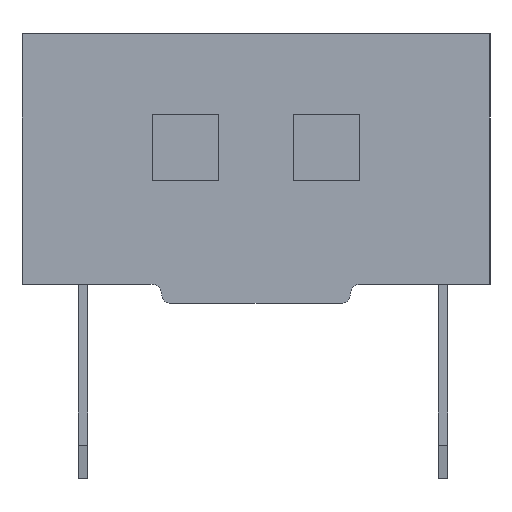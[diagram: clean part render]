
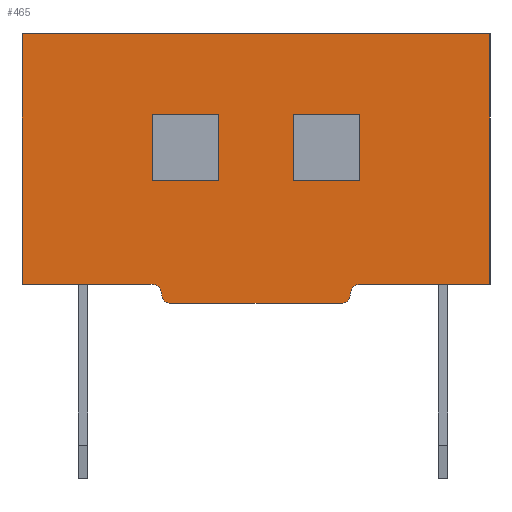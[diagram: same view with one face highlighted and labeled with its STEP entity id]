
A CAD part, left-side view. The second image highlights one B-rep face of the part: STEP entity #465.
In plain terms, the highlighted planar face has unit normal (-1, 0, 0).
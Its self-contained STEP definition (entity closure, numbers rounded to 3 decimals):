
#465 = ADVANCED_FACE( '', ( #1107, #1108, #1109 ), #1110, .F. );
#1107 = FACE_BOUND( '', #2003, .T. );
#1108 = FACE_BOUND( '', #2004, .T. );
#1109 = FACE_OUTER_BOUND( '', #2005, .T. );
#1110 = PLANE( '', #2006 );
#2003 = EDGE_LOOP( '', ( #3078, #3079, #3080, #3081 ) );
#2004 = EDGE_LOOP( '', ( #3082, #3083, #3084, #3085 ) );
#2005 = EDGE_LOOP( '', ( #3086, #3087, #3088, #3089, #3090, #3091, #3092, #3093, #3094, #3095 ) );
#2006 = AXIS2_PLACEMENT_3D( '', #3096, #3097, #3098 );
#3078 = ORIENTED_EDGE( '', *, *, #5772, .F. );
#3079 = ORIENTED_EDGE( '', *, *, #5773, .F. );
#3080 = ORIENTED_EDGE( '', *, *, #5774, .F. );
#3081 = ORIENTED_EDGE( '', *, *, #5775, .F. );
#3082 = ORIENTED_EDGE( '', *, *, #5776, .F. );
#3083 = ORIENTED_EDGE( '', *, *, #5777, .F. );
#3084 = ORIENTED_EDGE( '', *, *, #5778, .F. );
#3085 = ORIENTED_EDGE( '', *, *, #5779, .F. );
#3086 = ORIENTED_EDGE( '', *, *, #5780, .T. );
#3087 = ORIENTED_EDGE( '', *, *, #5781, .T. );
#3088 = ORIENTED_EDGE( '', *, *, #5782, .T. );
#3089 = ORIENTED_EDGE( '', *, *, #5783, .F. );
#3090 = ORIENTED_EDGE( '', *, *, #5784, .T. );
#3091 = ORIENTED_EDGE( '', *, *, #5785, .T. );
#3092 = ORIENTED_EDGE( '', *, *, #5786, .T. );
#3093 = ORIENTED_EDGE( '', *, *, #5787, .F. );
#3094 = ORIENTED_EDGE( '', *, *, #5788, .F. );
#3095 = ORIENTED_EDGE( '', *, *, #5789, .T. );
#3096 = CARTESIAN_POINT( '', ( -8.12, 4.95, 5.3 ) );
#3097 = DIRECTION( '', ( 1., 0., 0. ) );
#3098 = DIRECTION( '', ( 0., 0., -1. ) );
#5772 = EDGE_CURVE( '', #6894, #6895, #6896, .T. );
#5773 = EDGE_CURVE( '', #6897, #6894, #6898, .T. );
#5774 = EDGE_CURVE( '', #6899, #6897, #6900, .T. );
#5775 = EDGE_CURVE( '', #6895, #6899, #6901, .T. );
#5776 = EDGE_CURVE( '', #6902, #6903, #6904, .T. );
#5777 = EDGE_CURVE( '', #6905, #6902, #6906, .T. );
#5778 = EDGE_CURVE( '', #6907, #6905, #6908, .T. );
#5779 = EDGE_CURVE( '', #6903, #6907, #6909, .T. );
#5780 = EDGE_CURVE( '', #6910, #6911, #6912, .T. );
#5781 = EDGE_CURVE( '', #6911, #6913, #6914, .T. );
#5782 = EDGE_CURVE( '', #6913, #6915, #6916, .F. );
#5783 = EDGE_CURVE( '', #6917, #6915, #6918, .T. );
#5784 = EDGE_CURVE( '', #6917, #6919, #6920, .F. );
#5785 = EDGE_CURVE( '', #6919, #6921, #6922, .T. );
#5786 = EDGE_CURVE( '', #6921, #6923, #6924, .T. );
#5787 = EDGE_CURVE( '', #6925, #6923, #6926, .T. );
#5788 = EDGE_CURVE( '', #6927, #6925, #6928, .T. );
#5789 = EDGE_CURVE( '', #6927, #6910, #6929, .T. );
#6894 = VERTEX_POINT( '', #8570 );
#6895 = VERTEX_POINT( '', #8571 );
#6896 = LINE( '', #8572, #8573 );
#6897 = VERTEX_POINT( '', #8574 );
#6898 = LINE( '', #8575, #8576 );
#6899 = VERTEX_POINT( '', #8577 );
#6900 = LINE( '', #8578, #8579 );
#6901 = LINE( '', #8580, #8581 );
#6902 = VERTEX_POINT( '', #8582 );
#6903 = VERTEX_POINT( '', #8583 );
#6904 = LINE( '', #8584, #8585 );
#6905 = VERTEX_POINT( '', #8586 );
#6906 = LINE( '', #8587, #8588 );
#6907 = VERTEX_POINT( '', #8589 );
#6908 = LINE( '', #8590, #8591 );
#6909 = LINE( '', #8592, #8593 );
#6910 = VERTEX_POINT( '', #8594 );
#6911 = VERTEX_POINT( '', #8595 );
#6912 = LINE( '', #8596, #8597 );
#6913 = VERTEX_POINT( '', #8598 );
#6914 = CIRCLE( '', #8599, 0.2 );
#6915 = VERTEX_POINT( '', #8600 );
#6916 = CIRCLE( '', #8601, 0.2 );
#6917 = VERTEX_POINT( '', #8602 );
#6918 = LINE( '', #8603, #8604 );
#6919 = VERTEX_POINT( '', #8605 );
#6920 = CIRCLE( '', #8606, 0.2 );
#6921 = VERTEX_POINT( '', #8607 );
#6922 = CIRCLE( '', #8608, 0.2 );
#6923 = VERTEX_POINT( '', #8609 );
#6924 = LINE( '', #8610, #8611 );
#6925 = VERTEX_POINT( '', #8612 );
#6926 = LINE( '', #8613, #8614 );
#6927 = VERTEX_POINT( '', #8615 );
#6928 = LINE( '', #8616, #8617 );
#6929 = LINE( '', #8618, #8619 );
#8570 = CARTESIAN_POINT( '', ( -8.12, 2.2, 3.6 ) );
#8571 = CARTESIAN_POINT( '', ( -8.12, 2.2, 2.2 ) );
#8572 = CARTESIAN_POINT( '', ( -8.12, 2.2, 3.6 ) );
#8573 = VECTOR( '', #10964, 1000. );
#8574 = CARTESIAN_POINT( '', ( -8.12, 0.8, 3.6 ) );
#8575 = CARTESIAN_POINT( '', ( -8.12, 0.8, 3.6 ) );
#8576 = VECTOR( '', #10965, 1000. );
#8577 = CARTESIAN_POINT( '', ( -8.12, 0.8, 2.2 ) );
#8578 = CARTESIAN_POINT( '', ( -8.12, 0.8, 2.2 ) );
#8579 = VECTOR( '', #10966, 1000. );
#8580 = CARTESIAN_POINT( '', ( -8.12, 2.2, 2.2 ) );
#8581 = VECTOR( '', #10967, 1000. );
#8582 = CARTESIAN_POINT( '', ( -8.12, -2.2, 2.2 ) );
#8583 = CARTESIAN_POINT( '', ( -8.12, -2.2, 3.6 ) );
#8584 = CARTESIAN_POINT( '', ( -8.12, -2.2, 2.2 ) );
#8585 = VECTOR( '', #10968, 1000. );
#8586 = CARTESIAN_POINT( '', ( -8.12, -0.8, 2.2 ) );
#8587 = CARTESIAN_POINT( '', ( -8.12, -0.8, 2.2 ) );
#8588 = VECTOR( '', #10969, 1000. );
#8589 = CARTESIAN_POINT( '', ( -8.12, -0.8, 3.6 ) );
#8590 = CARTESIAN_POINT( '', ( -8.12, -0.8, 3.6 ) );
#8591 = VECTOR( '', #10970, 1000. );
#8592 = CARTESIAN_POINT( '', ( -8.12, -2.2, 3.6 ) );
#8593 = VECTOR( '', #10971, 1000. );
#8594 = CARTESIAN_POINT( '', ( -8.12, 4.95, 0. ) );
#8595 = CARTESIAN_POINT( '', ( -8.12, 2.2, 0. ) );
#8596 = CARTESIAN_POINT( '', ( -8.12, 4.95, 0. ) );
#8597 = VECTOR( '', #10972, 1000. );
#8598 = CARTESIAN_POINT( '', ( -8.12, 2., -0.2 ) );
#8599 = AXIS2_PLACEMENT_3D( '', #10973, #10974, #10975 );
#8600 = CARTESIAN_POINT( '', ( -8.12, 1.8, -0.4 ) );
#8601 = AXIS2_PLACEMENT_3D( '', #10976, #10977, #10978 );
#8602 = CARTESIAN_POINT( '', ( -8.12, -1.8, -0.4 ) );
#8603 = CARTESIAN_POINT( '', ( -8.12, -2., -0.4 ) );
#8604 = VECTOR( '', #10979, 1000. );
#8605 = CARTESIAN_POINT( '', ( -8.12, -2., -0.2 ) );
#8606 = AXIS2_PLACEMENT_3D( '', #10980, #10981, #10982 );
#8607 = CARTESIAN_POINT( '', ( -8.12, -2.2, 0. ) );
#8608 = AXIS2_PLACEMENT_3D( '', #10983, #10984, #10985 );
#8609 = CARTESIAN_POINT( '', ( -8.12, -4.95, 0. ) );
#8610 = CARTESIAN_POINT( '', ( -8.12, 4.95, 0. ) );
#8611 = VECTOR( '', #10986, 1000. );
#8612 = CARTESIAN_POINT( '', ( -8.12, -4.95, 5.3 ) );
#8613 = CARTESIAN_POINT( '', ( -8.12, -4.95, 5.3 ) );
#8614 = VECTOR( '', #10987, 1000. );
#8615 = CARTESIAN_POINT( '', ( -8.12, 4.95, 5.3 ) );
#8616 = CARTESIAN_POINT( '', ( -8.12, 4.95, 5.3 ) );
#8617 = VECTOR( '', #10988, 1000. );
#8618 = CARTESIAN_POINT( '', ( -8.12, 4.95, 5.3 ) );
#8619 = VECTOR( '', #10989, 1000. );
#10964 = DIRECTION( '', ( 0., 0., -1. ) );
#10965 = DIRECTION( '', ( 0., 1., 0. ) );
#10966 = DIRECTION( '', ( 0., 0., 1. ) );
#10967 = DIRECTION( '', ( 0., -1., 0. ) );
#10968 = DIRECTION( '', ( 0., 0., 1. ) );
#10969 = DIRECTION( '', ( 0., -1., 0. ) );
#10970 = DIRECTION( '', ( 0., 0., -1. ) );
#10971 = DIRECTION( '', ( 0., 1., 0. ) );
#10972 = DIRECTION( '', ( 0., -1., 0. ) );
#10973 = CARTESIAN_POINT( '', ( -8.12, 2.2, -0.2 ) );
#10974 = DIRECTION( '', ( 1., 0., 0. ) );
#10975 = DIRECTION( '', ( 0., 0., -1. ) );
#10976 = CARTESIAN_POINT( '', ( -8.12, 1.8, -0.2 ) );
#10977 = DIRECTION( '', ( 1., 0., 0. ) );
#10978 = DIRECTION( '', ( 0., 0., -1. ) );
#10979 = DIRECTION( '', ( 0., 1., 0. ) );
#10980 = CARTESIAN_POINT( '', ( -8.12, -1.8, -0.2 ) );
#10981 = DIRECTION( '', ( 1., 0., 0. ) );
#10982 = DIRECTION( '', ( 0., 0., -1. ) );
#10983 = CARTESIAN_POINT( '', ( -8.12, -2.2, -0.2 ) );
#10984 = DIRECTION( '', ( 1., 0., 0. ) );
#10985 = DIRECTION( '', ( 0., 0., -1. ) );
#10986 = DIRECTION( '', ( 0., -1., 0. ) );
#10987 = DIRECTION( '', ( 0., 0., -1. ) );
#10988 = DIRECTION( '', ( 0., -1., 0. ) );
#10989 = DIRECTION( '', ( 0., 0., -1. ) );
